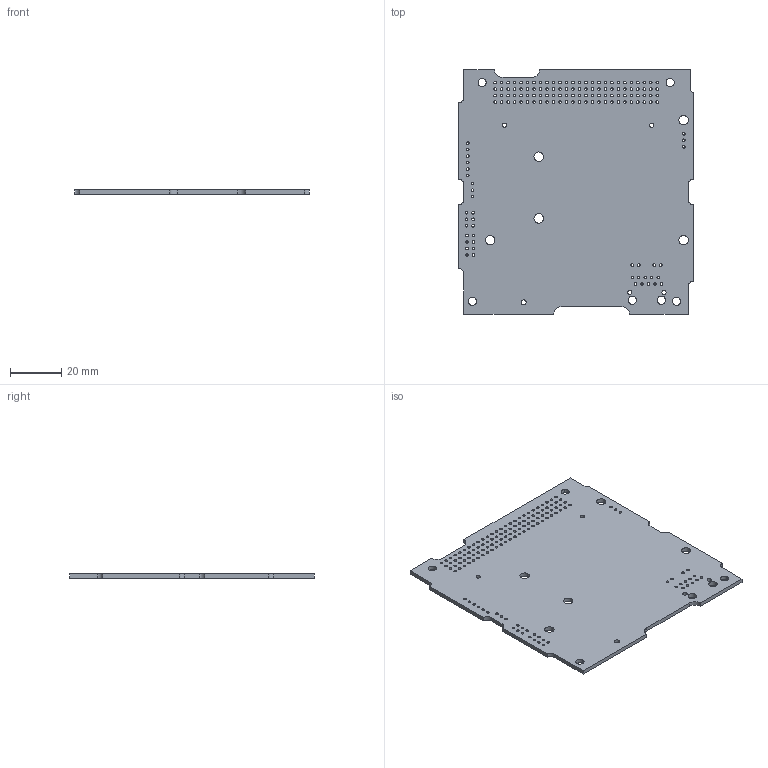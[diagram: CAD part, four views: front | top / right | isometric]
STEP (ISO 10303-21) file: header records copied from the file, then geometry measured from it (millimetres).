
FILE_DESCRIPTION(('KiCad electronic assembly'),'2;1');
FILE_NAME('Carrier-Board.step','2018-09-12T21:01:45',('An Author'),( 'A Company'),'Open CASCADE STEP processor 6.8', 'KiCad to STEP converter','Unknown');
FILE_SCHEMA(('AUTOMOTIVE_DESIGN_CC2 { 1 2 10303 214 -1 1 5 4 }'));
Length unit declared in the file: millimetre
Products named in the file (2): Open CASCADE STEP translator 6.8 1; COMPOUND
Assembly tree (1 placements, depth 2):
  Open CASCADE STEP translator 6.8 1
    COMPOUND
Bounding box: 92 x 96 x 1.6 mm (x, y, z)
Volume: 13336.3 mm3; surface area: 18252.7 mm2
Topology: 1 solids, 1 shells, 198 faces, 588 edges, 392 vertices
Faces by surface type: cylinder 180, plane 18
Full cylindrical faces by diameter (mm): 0.97 x10, 1 x26, 1.016 x104, 1.1 x4, 1.65 x2, 1.753 x2, 2 x1, 3.25 x2, 3.7 x5
Entity records: 16243 total; most frequent: CARTESIAN_POINT 4536, DIRECTION 2144, ORIENTED_EDGE 1176, PCURVE 1176, DEFINITIONAL_REPRESENTATION 1176, LINE 1024, VECTOR 1024, EDGE_CURVE 588
